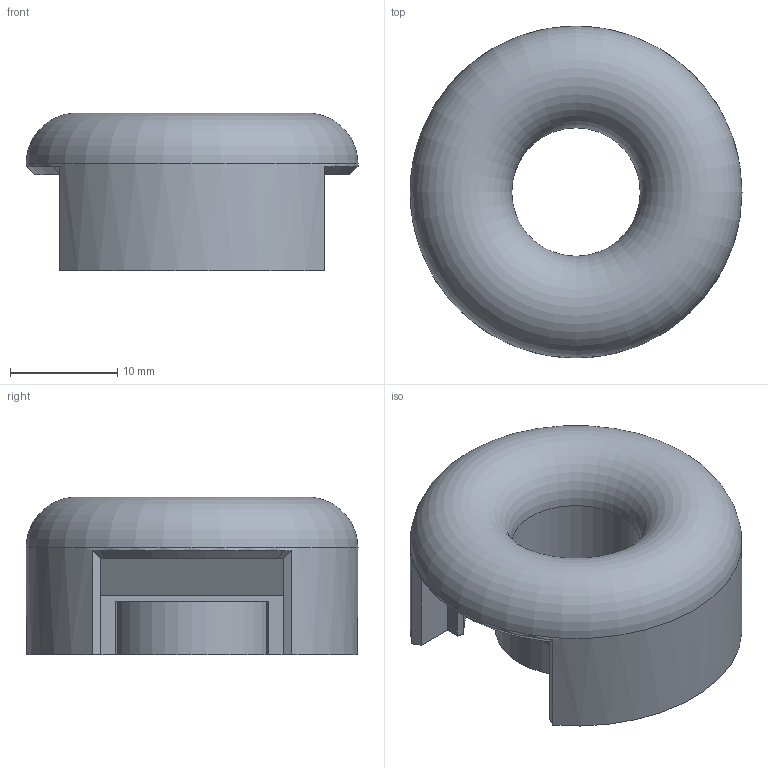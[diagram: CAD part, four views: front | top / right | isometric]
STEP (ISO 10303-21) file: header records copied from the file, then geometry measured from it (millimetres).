
FILE_DESCRIPTION(('FreeCAD Model'),'2;1');
FILE_NAME('Open CASCADE Shape Model','2023-08-09T19:01:54',('Author'),( ''),'Open CASCADE STEP processor 7.5','FreeCAD','Unknown');
FILE_SCHEMA(('AUTOMOTIVE_DESIGN { 1 0 10303 214 1 1 1 1 }'));
Length unit declared in the file: millimetre
Products named in the file (1): Body
Bounding box: 31 x 31 x 14.75 mm (x, y, z)
Volume: 6277.4 mm3; surface area: 3279.9 mm2
Topology: 1 solids, 1 shells, 36 faces, 106 edges, 72 vertices
Faces by surface type: plane 22, cone 8, cylinder 5, torus 1
Full cylindrical faces by diameter (mm): 12 x1, 15 x1, 31 x1
Entity records: 2638 total; most frequent: CARTESIAN_POINT 465, DIRECTION 416, LINE 263, VECTOR 263, ORIENTED_EDGE 212, PCURVE 212, DEFINITIONAL_REPRESENTATION 212, EDGE_CURVE 106
